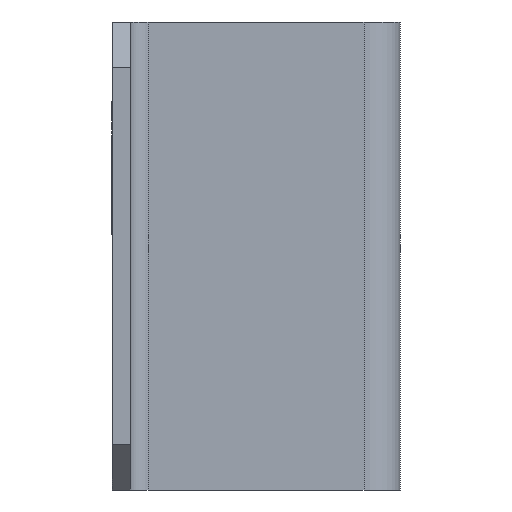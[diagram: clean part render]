
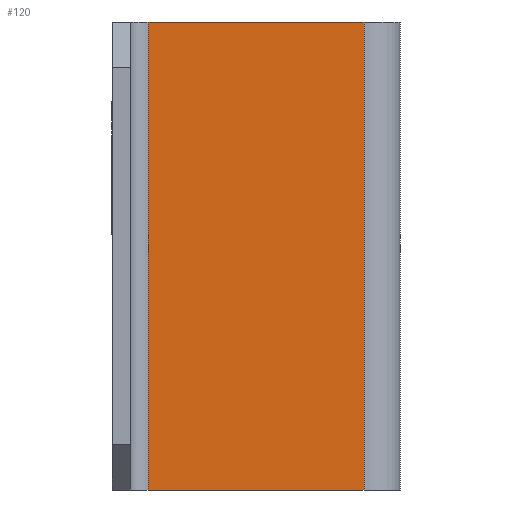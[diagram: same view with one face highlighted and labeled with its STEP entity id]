
A CAD part, left-side view. The second image highlights one B-rep face of the part: STEP entity #120.
In plain terms, the highlighted planar face has unit normal (-1, 0, 0).
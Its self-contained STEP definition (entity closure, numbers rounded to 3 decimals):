
#13 = ORIENTED_EDGE ( 'NONE', *, *, #845, .T. ) ;
#21 = EDGE_LOOP ( 'NONE', ( #220, #1355, #592, #13 ) ) ;
#22 = LINE ( 'NONE', #1419, #937 ) ;
#38 = CARTESIAN_POINT ( 'NONE',  ( -28., 26., 26. ) ) ;
#51 = DIRECTION ( 'NONE',  ( 0., 0., -1. ) ) ;
#99 = EDGE_CURVE ( 'NONE', #756, #1220, #933, .T. ) ;
#113 = LINE ( 'NONE', #38, #628 ) ;
#120 = ADVANCED_FACE ( 'NONE', ( #1434 ), #467, .F. ) ;
#184 = AXIS2_PLACEMENT_3D ( 'NONE', #1432, #365, #1242 ) ;
#220 = ORIENTED_EDGE ( 'NONE', *, *, #1043, .T. ) ;
#365 = DIRECTION ( 'NONE',  ( 1., 0., 0. ) ) ;
#384 = CARTESIAN_POINT ( 'NONE',  ( -28., 2., 26. ) ) ;
#405 = DIRECTION ( 'NONE',  ( 0., -1., 0. ) ) ;
#458 = VECTOR ( 'NONE', #1127, 1000. ) ;
#467 = PLANE ( 'NONE',  #184 ) ;
#592 = ORIENTED_EDGE ( 'NONE', *, *, #778, .F. ) ;
#594 = VERTEX_POINT ( 'NONE', #1423 ) ;
#628 = VECTOR ( 'NONE', #51, 1000. ) ;
#678 = CARTESIAN_POINT ( 'NONE',  ( -28., 26., 26. ) ) ;
#682 = CARTESIAN_POINT ( 'NONE',  ( -28., 2., -26. ) ) ;
#723 = CARTESIAN_POINT ( 'NONE',  ( -28., 30., 26. ) ) ;
#756 = VERTEX_POINT ( 'NONE', #384 ) ;
#778 = EDGE_CURVE ( 'NONE', #1145, #756, #1323, .T. ) ;
#804 = VECTOR ( 'NONE', #405, 1000. ) ;
#845 = EDGE_CURVE ( 'NONE', #1145, #594, #113, .T. ) ;
#933 = LINE ( 'NONE', #973, #458 ) ;
#937 = VECTOR ( 'NONE', #992, 1000. ) ;
#973 = CARTESIAN_POINT ( 'NONE',  ( -28., 2., 26. ) ) ;
#992 = DIRECTION ( 'NONE',  ( 0., -1., 0. ) ) ;
#1043 = EDGE_CURVE ( 'NONE', #594, #1220, #22, .T. ) ;
#1127 = DIRECTION ( 'NONE',  ( 0., 0., -1. ) ) ;
#1145 = VERTEX_POINT ( 'NONE', #678 ) ;
#1220 = VERTEX_POINT ( 'NONE', #682 ) ;
#1242 = DIRECTION ( 'NONE',  ( 0., 0., -1. ) ) ;
#1323 = LINE ( 'NONE', #723, #804 ) ;
#1355 = ORIENTED_EDGE ( 'NONE', *, *, #99, .F. ) ;
#1419 = CARTESIAN_POINT ( 'NONE',  ( -28., 30., -26. ) ) ;
#1423 = CARTESIAN_POINT ( 'NONE',  ( -28., 26., -26. ) ) ;
#1432 = CARTESIAN_POINT ( 'NONE',  ( -28., 30., 26. ) ) ;
#1434 = FACE_OUTER_BOUND ( 'NONE', #21, .T. ) ;
